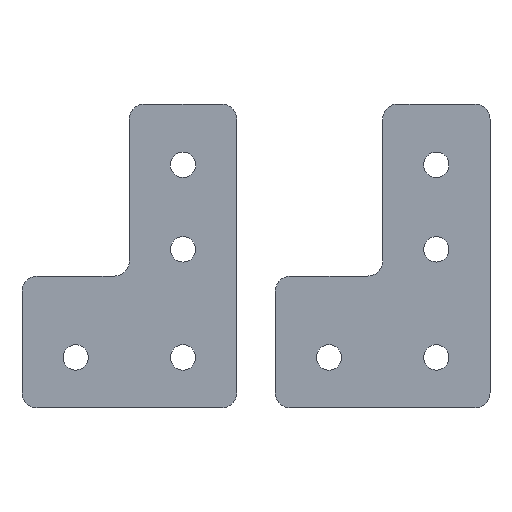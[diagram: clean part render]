
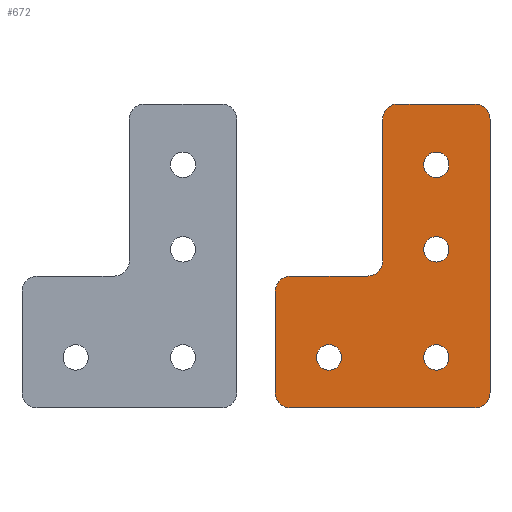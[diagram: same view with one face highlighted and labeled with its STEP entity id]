
A CAD part, front view. The second image highlights one B-rep face of the part: STEP entity #672.
In plain terms, the highlighted planar face has unit normal (0, -1, 0).
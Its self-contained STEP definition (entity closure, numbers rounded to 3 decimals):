
#41=LINE('',#1072,#89);
#46=LINE('',#1086,#94);
#50=LINE('',#1098,#98);
#54=LINE('',#1110,#102);
#58=LINE('',#1122,#106);
#62=LINE('',#1134,#110);
#89=VECTOR('',#880,10.);
#94=VECTOR('',#893,10.);
#98=VECTOR('',#905,10.);
#102=VECTOR('',#917,10.);
#106=VECTOR('',#929,10.);
#110=VECTOR('',#941,10.);
#128=PLANE('',#751);
#149=FACE_BOUND('',#245,.T.);
#150=FACE_BOUND('',#246,.T.);
#151=FACE_BOUND('',#247,.T.);
#152=FACE_BOUND('',#248,.T.);
#188=FACE_OUTER_BOUND('',#244,.T.);
#244=EDGE_LOOP('',(#601,#602,#603,#604,#605,#606,#607,#608,#609,#610,#611,
#612));
#245=EDGE_LOOP('',(#613));
#246=EDGE_LOOP('',(#614));
#247=EDGE_LOOP('',(#615));
#248=EDGE_LOOP('',(#616));
#270=CIRCLE('',#716,2.5);
#272=CIRCLE('',#719,2.5);
#274=CIRCLE('',#722,2.5);
#276=CIRCLE('',#725,2.5);
#277=CIRCLE('',#728,3.);
#279=CIRCLE('',#732,3.);
#281=CIRCLE('',#736,3.);
#283=CIRCLE('',#740,3.);
#285=CIRCLE('',#744,3.);
#287=CIRCLE('',#748,3.);
#322=VERTEX_POINT('',#1052);
#324=VERTEX_POINT('',#1057);
#326=VERTEX_POINT('',#1062);
#328=VERTEX_POINT('',#1067);
#329=VERTEX_POINT('',#1070);
#330=VERTEX_POINT('',#1071);
#333=VERTEX_POINT('',#1079);
#335=VERTEX_POINT('',#1085);
#337=VERTEX_POINT('',#1091);
#339=VERTEX_POINT('',#1097);
#341=VERTEX_POINT('',#1103);
#343=VERTEX_POINT('',#1109);
#345=VERTEX_POINT('',#1115);
#347=VERTEX_POINT('',#1121);
#349=VERTEX_POINT('',#1127);
#351=VERTEX_POINT('',#1133);
#398=EDGE_CURVE('',#322,#322,#270,.T.);
#400=EDGE_CURVE('',#324,#324,#272,.T.);
#402=EDGE_CURVE('',#326,#326,#274,.T.);
#404=EDGE_CURVE('',#328,#328,#276,.T.);
#405=EDGE_CURVE('',#329,#330,#41,.T.);
#409=EDGE_CURVE('',#333,#330,#277,.T.);
#412=EDGE_CURVE('',#333,#335,#46,.T.);
#415=EDGE_CURVE('',#337,#335,#279,.T.);
#418=EDGE_CURVE('',#337,#339,#50,.T.);
#421=EDGE_CURVE('',#341,#339,#281,.T.);
#424=EDGE_CURVE('',#341,#343,#54,.T.);
#427=EDGE_CURVE('',#343,#345,#283,.T.);
#430=EDGE_CURVE('',#345,#347,#58,.T.);
#433=EDGE_CURVE('',#349,#347,#285,.T.);
#436=EDGE_CURVE('',#349,#351,#62,.T.);
#439=EDGE_CURVE('',#329,#351,#287,.T.);
#601=ORIENTED_EDGE('',*,*,#439,.F.);
#602=ORIENTED_EDGE('',*,*,#405,.T.);
#603=ORIENTED_EDGE('',*,*,#409,.F.);
#604=ORIENTED_EDGE('',*,*,#412,.T.);
#605=ORIENTED_EDGE('',*,*,#415,.F.);
#606=ORIENTED_EDGE('',*,*,#418,.T.);
#607=ORIENTED_EDGE('',*,*,#421,.F.);
#608=ORIENTED_EDGE('',*,*,#424,.T.);
#609=ORIENTED_EDGE('',*,*,#427,.T.);
#610=ORIENTED_EDGE('',*,*,#430,.T.);
#611=ORIENTED_EDGE('',*,*,#433,.F.);
#612=ORIENTED_EDGE('',*,*,#436,.T.);
#613=ORIENTED_EDGE('',*,*,#404,.F.);
#614=ORIENTED_EDGE('',*,*,#402,.F.);
#615=ORIENTED_EDGE('',*,*,#400,.F.);
#616=ORIENTED_EDGE('',*,*,#398,.F.);
#672=ADVANCED_FACE('',(#188,#149,#150,#151,#152),#128,.F.);
#716=AXIS2_PLACEMENT_3D('',#1053,#858,#859);
#719=AXIS2_PLACEMENT_3D('',#1058,#864,#865);
#722=AXIS2_PLACEMENT_3D('',#1063,#870,#871);
#725=AXIS2_PLACEMENT_3D('',#1068,#876,#877);
#728=AXIS2_PLACEMENT_3D('',#1080,#886,#887);
#732=AXIS2_PLACEMENT_3D('',#1092,#898,#899);
#736=AXIS2_PLACEMENT_3D('',#1104,#910,#911);
#740=AXIS2_PLACEMENT_3D('',#1116,#922,#923);
#744=AXIS2_PLACEMENT_3D('',#1128,#934,#935);
#748=AXIS2_PLACEMENT_3D('',#1139,#946,#947);
#751=AXIS2_PLACEMENT_3D('',#1142,#952,#953);
#858=DIRECTION('center_axis',(0.,-1.,0.));
#859=DIRECTION('ref_axis',(1.,0.,0.));
#864=DIRECTION('center_axis',(0.,-1.,0.));
#865=DIRECTION('ref_axis',(1.,0.,0.));
#870=DIRECTION('center_axis',(0.,-1.,0.));
#871=DIRECTION('ref_axis',(1.,0.,0.));
#876=DIRECTION('center_axis',(0.,-1.,0.));
#877=DIRECTION('ref_axis',(1.,0.,0.));
#880=DIRECTION('',(1.,0.,0.));
#886=DIRECTION('center_axis',(0.,1.,0.));
#887=DIRECTION('ref_axis',(1.,0.,0.));
#893=DIRECTION('',(0.,0.,1.));
#898=DIRECTION('center_axis',(0.,1.,0.));
#899=DIRECTION('ref_axis',(0.,0.,1.));
#905=DIRECTION('',(-1.,0.,0.));
#910=DIRECTION('center_axis',(0.,1.,0.));
#911=DIRECTION('ref_axis',(-1.,0.,0.));
#917=DIRECTION('',(0.,0.,-1.));
#922=DIRECTION('center_axis',(0.,1.,0.));
#923=DIRECTION('ref_axis',(1.,0.,0.));
#929=DIRECTION('',(-1.,0.,0.));
#934=DIRECTION('center_axis',(0.,1.,0.));
#935=DIRECTION('ref_axis',(-1.,0.,0.));
#941=DIRECTION('',(0.,0.,-1.));
#946=DIRECTION('center_axis',(0.,1.,0.));
#947=DIRECTION('ref_axis',(0.,0.,-1.));
#952=DIRECTION('center_axis',(0.,1.,0.));
#953=DIRECTION('ref_axis',(1.,0.,0.));
#1052=CARTESIAN_POINT('',(64.279,0.,-15.022));
#1053=CARTESIAN_POINT('Origin',(66.779,0.,-15.022));
#1057=CARTESIAN_POINT('',(43.093,0.,-15.022));
#1058=CARTESIAN_POINT('Origin',(45.593,0.,-15.022));
#1062=CARTESIAN_POINT('',(64.279,0.,22.997));
#1063=CARTESIAN_POINT('Origin',(66.779,0.,22.997));
#1067=CARTESIAN_POINT('',(64.279,0.,6.299));
#1068=CARTESIAN_POINT('Origin',(66.779,0.,6.299));
#1070=CARTESIAN_POINT('',(38.,0.,-25.));
#1071=CARTESIAN_POINT('',(74.371,0.,-25.));
#1072=CARTESIAN_POINT('',(38.,0.,-25.));
#1079=CARTESIAN_POINT('',(77.371,0.,-22.));
#1080=CARTESIAN_POINT('Origin',(74.371,0.,-22.));
#1085=CARTESIAN_POINT('',(77.371,0.,32.));
#1086=CARTESIAN_POINT('',(77.371,0.,-22.));
#1091=CARTESIAN_POINT('',(74.371,0.,35.));
#1092=CARTESIAN_POINT('Origin',(74.371,0.,32.));
#1097=CARTESIAN_POINT('',(59.186,0.,35.));
#1098=CARTESIAN_POINT('',(74.371,0.,35.));
#1103=CARTESIAN_POINT('',(56.186,0.,32.));
#1104=CARTESIAN_POINT('Origin',(59.186,0.,32.));
#1109=CARTESIAN_POINT('',(56.186,0.,4.033));
#1110=CARTESIAN_POINT('',(56.186,0.,32.));
#1115=CARTESIAN_POINT('',(53.186,0.,1.033));
#1116=CARTESIAN_POINT('Origin',(53.186,0.,4.033));
#1121=CARTESIAN_POINT('',(38.,0.,1.033));
#1122=CARTESIAN_POINT('',(53.186,0.,1.033));
#1127=CARTESIAN_POINT('',(35.,0.,-1.967));
#1128=CARTESIAN_POINT('Origin',(38.,0.,-1.967));
#1133=CARTESIAN_POINT('',(35.,0.,-22.));
#1134=CARTESIAN_POINT('',(35.,0.,-1.967));
#1139=CARTESIAN_POINT('Origin',(38.,0.,-22.));
#1142=CARTESIAN_POINT('Origin',(56.186,0.,5.));
